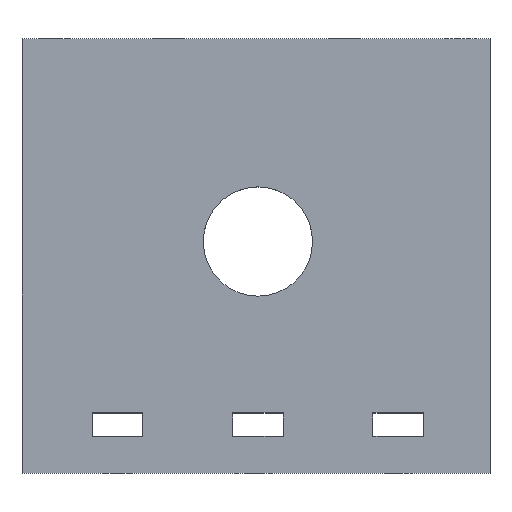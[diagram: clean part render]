
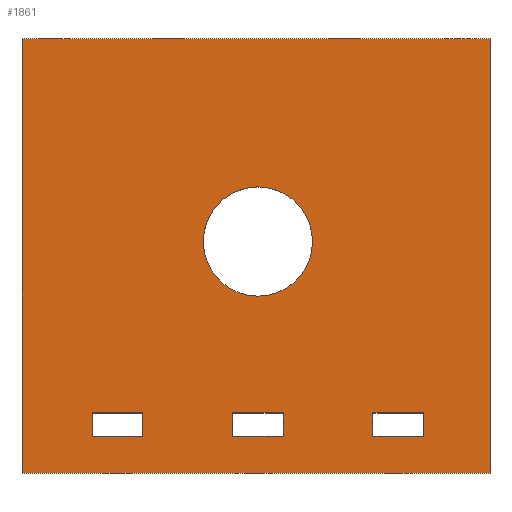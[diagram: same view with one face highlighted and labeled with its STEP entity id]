
A CAD part, top view. The second image highlights one B-rep face of the part: STEP entity #1861.
In plain terms, the highlighted planar face has unit normal (0, 0, 1).
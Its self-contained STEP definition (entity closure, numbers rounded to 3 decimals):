
#105=FACE_BOUND('',#372,.T.);
#106=FACE_BOUND('',#373,.T.);
#107=FACE_BOUND('',#374,.T.);
#108=FACE_BOUND('',#375,.T.);
#163=PLANE('',#2045);
#252=FACE_OUTER_BOUND('',#371,.T.);
#371=EDGE_LOOP('',(#1517,#1518,#1519,#1520));
#372=EDGE_LOOP('',(#1521,#1522,#1523,#1524));
#373=EDGE_LOOP('',(#1525,#1526,#1527,#1528));
#374=EDGE_LOOP('',(#1529,#1530,#1531,#1532));
#375=EDGE_LOOP('',(#1533));
#459=LINE('',#2658,#648);
#463=LINE('',#2665,#652);
#466=LINE('',#2671,#655);
#468=LINE('',#2674,#657);
#471=LINE('',#2682,#660);
#475=LINE('',#2689,#664);
#478=LINE('',#2695,#667);
#480=LINE('',#2698,#669);
#483=LINE('',#2706,#672);
#487=LINE('',#2713,#676);
#490=LINE('',#2719,#679);
#492=LINE('',#2722,#681);
#530=LINE('',#3105,#719);
#540=LINE('',#3482,#729);
#545=LINE('',#3492,#734);
#547=LINE('',#3495,#736);
#648=VECTOR('',#2181,10.);
#652=VECTOR('',#2187,10.);
#655=VECTOR('',#2192,10.);
#657=VECTOR('',#2196,10.);
#660=VECTOR('',#2201,10.);
#664=VECTOR('',#2207,10.);
#667=VECTOR('',#2212,10.);
#669=VECTOR('',#2216,10.);
#672=VECTOR('',#2221,10.);
#676=VECTOR('',#2227,10.);
#679=VECTOR('',#2232,10.);
#681=VECTOR('',#2236,10.);
#719=VECTOR('',#2308,10.);
#729=VECTOR('',#2346,10.);
#734=VECTOR('',#2355,10.);
#736=VECTOR('',#2359,10.);
#844=CIRCLE('',#2027,7.);
#877=VERTEX_POINT('',#2655);
#878=VERTEX_POINT('',#2657);
#880=VERTEX_POINT('',#2663);
#882=VERTEX_POINT('',#2669);
#885=VERTEX_POINT('',#2679);
#886=VERTEX_POINT('',#2681);
#888=VERTEX_POINT('',#2687);
#890=VERTEX_POINT('',#2693);
#893=VERTEX_POINT('',#2703);
#894=VERTEX_POINT('',#2705);
#896=VERTEX_POINT('',#2711);
#898=VERTEX_POINT('',#2717);
#928=VERTEX_POINT('',#3097);
#929=VERTEX_POINT('',#3101);
#930=VERTEX_POINT('',#3103);
#945=VERTEX_POINT('',#3481);
#948=VERTEX_POINT('',#3491);
#1053=EDGE_CURVE('',#877,#878,#459,.T.);
#1057=EDGE_CURVE('',#880,#877,#463,.T.);
#1060=EDGE_CURVE('',#882,#880,#466,.T.);
#1062=EDGE_CURVE('',#878,#882,#468,.T.);
#1065=EDGE_CURVE('',#885,#886,#471,.T.);
#1069=EDGE_CURVE('',#888,#885,#475,.T.);
#1072=EDGE_CURVE('',#890,#888,#478,.T.);
#1074=EDGE_CURVE('',#886,#890,#480,.T.);
#1077=EDGE_CURVE('',#893,#894,#483,.T.);
#1081=EDGE_CURVE('',#896,#893,#487,.T.);
#1084=EDGE_CURVE('',#898,#896,#490,.T.);
#1086=EDGE_CURVE('',#894,#898,#492,.T.);
#1128=EDGE_CURVE('',#928,#928,#844,.T.);
#1132=EDGE_CURVE('',#930,#929,#530,.T.);
#1154=EDGE_CURVE('',#945,#929,#540,.T.);
#1159=EDGE_CURVE('',#948,#930,#545,.T.);
#1161=EDGE_CURVE('',#945,#948,#547,.T.);
#1517=ORIENTED_EDGE('',*,*,#1154,.T.);
#1518=ORIENTED_EDGE('',*,*,#1132,.F.);
#1519=ORIENTED_EDGE('',*,*,#1159,.F.);
#1520=ORIENTED_EDGE('',*,*,#1161,.F.);
#1521=ORIENTED_EDGE('',*,*,#1060,.F.);
#1522=ORIENTED_EDGE('',*,*,#1062,.F.);
#1523=ORIENTED_EDGE('',*,*,#1053,.F.);
#1524=ORIENTED_EDGE('',*,*,#1057,.F.);
#1525=ORIENTED_EDGE('',*,*,#1072,.F.);
#1526=ORIENTED_EDGE('',*,*,#1074,.F.);
#1527=ORIENTED_EDGE('',*,*,#1065,.F.);
#1528=ORIENTED_EDGE('',*,*,#1069,.F.);
#1529=ORIENTED_EDGE('',*,*,#1084,.F.);
#1530=ORIENTED_EDGE('',*,*,#1086,.F.);
#1531=ORIENTED_EDGE('',*,*,#1077,.F.);
#1532=ORIENTED_EDGE('',*,*,#1081,.F.);
#1533=ORIENTED_EDGE('',*,*,#1128,.T.);
#1861=ADVANCED_FACE('',(#252,#105,#106,#107,#108),#163,.F.);
#2027=AXIS2_PLACEMENT_3D('',#3098,#2301,#2302);
#2045=AXIS2_PLACEMENT_3D('',#3494,#2357,#2358);
#2181=DIRECTION('',(0.,1.,0.));
#2187=DIRECTION('',(1.,0.,0.));
#2192=DIRECTION('',(0.,-1.,0.));
#2196=DIRECTION('',(-1.,0.,0.));
#2201=DIRECTION('',(0.,1.,0.));
#2207=DIRECTION('',(1.,0.,0.));
#2212=DIRECTION('',(0.,-1.,0.));
#2216=DIRECTION('',(-1.,0.,0.));
#2221=DIRECTION('',(0.,1.,0.));
#2227=DIRECTION('',(1.,0.,0.));
#2232=DIRECTION('',(0.,-1.,0.));
#2236=DIRECTION('',(-1.,0.,0.));
#2301=DIRECTION('center_axis',(0.,0.,
-1.));
#2302=DIRECTION('ref_axis',(-1.,0.,0.));
#2308=DIRECTION('',(-1.,0.,0.));
#2346=DIRECTION('',(0.,-1.,0.));
#2355=DIRECTION('',(0.,-1.,0.));
#2357=DIRECTION('center_axis',(0.,0.,
-1.));
#2358=DIRECTION('ref_axis',(1.,0.,0.));
#2359=DIRECTION('',(1.,0.,0.));
#2655=CARTESIAN_POINT('',(-122.276,-236.141,246.559));
#2657=CARTESIAN_POINT('',(-122.276,-233.141,246.559));
#2658=CARTESIAN_POINT('',(-122.276,-210.653,246.559));
#2663=CARTESIAN_POINT('',(-128.776,-236.141,246.559));
#2665=CARTESIAN_POINT('',(-151.274,-236.141,246.559));
#2669=CARTESIAN_POINT('',(-128.776,-233.141,246.559));
#2671=CARTESIAN_POINT('',(-128.776,-209.153,246.559));
#2674=CARTESIAN_POINT('',(-148.024,-233.141,246.559));
#2679=CARTESIAN_POINT('',(-140.276,-236.141,246.559));
#2681=CARTESIAN_POINT('',(-140.276,-233.141,246.559));
#2682=CARTESIAN_POINT('',(-140.276,-210.653,246.559));
#2687=CARTESIAN_POINT('',(-146.776,-236.141,246.559));
#2689=CARTESIAN_POINT('',(-160.274,-236.141,246.559));
#2693=CARTESIAN_POINT('',(-146.776,-233.141,246.559));
#2695=CARTESIAN_POINT('',(-146.776,-209.153,246.559));
#2698=CARTESIAN_POINT('',(-157.024,-233.141,246.559));
#2703=CARTESIAN_POINT('',(-158.276,-236.141,246.559));
#2705=CARTESIAN_POINT('',(-158.276,-233.141,246.559));
#2706=CARTESIAN_POINT('',(-158.276,-210.653,246.559));
#2711=CARTESIAN_POINT('',(-164.776,-236.141,246.559));
#2713=CARTESIAN_POINT('',(-169.274,-236.141,246.559));
#2717=CARTESIAN_POINT('',(-164.776,-233.141,246.559));
#2719=CARTESIAN_POINT('',(-164.776,-209.153,246.559));
#2722=CARTESIAN_POINT('',(-166.024,-233.141,246.559));
#3097=CARTESIAN_POINT('',(-136.526,-211.164,246.559));
#3098=CARTESIAN_POINT('Origin',(-143.526,-211.164,246.559));
#3101=CARTESIAN_POINT('',(-173.771,-240.869,246.559));
#3103=CARTESIAN_POINT('',(-113.771,-240.869,246.559));
#3105=CARTESIAN_POINT('',(-158.771,-240.869,246.559));
#3481=CARTESIAN_POINT('',(-173.771,-185.164,246.559));
#3482=CARTESIAN_POINT('',(-173.771,-185.164,246.559));
#3491=CARTESIAN_POINT('',(-113.771,-185.164,246.559));
#3492=CARTESIAN_POINT('',(-113.771,-185.164,246.559));
#3494=CARTESIAN_POINT('Origin',(-173.771,-185.164,246.559));
#3495=CARTESIAN_POINT('',(-173.771,-185.164,246.559));
